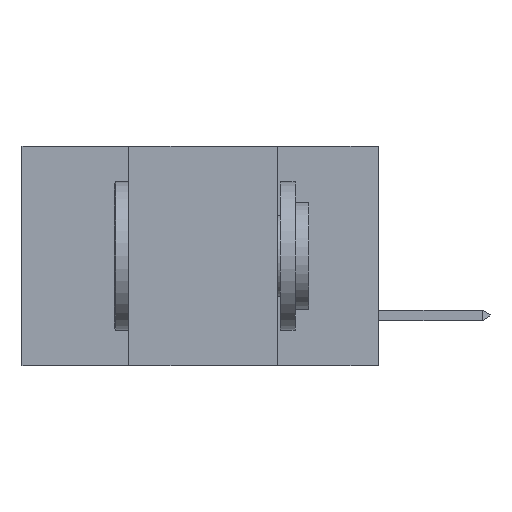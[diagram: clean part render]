
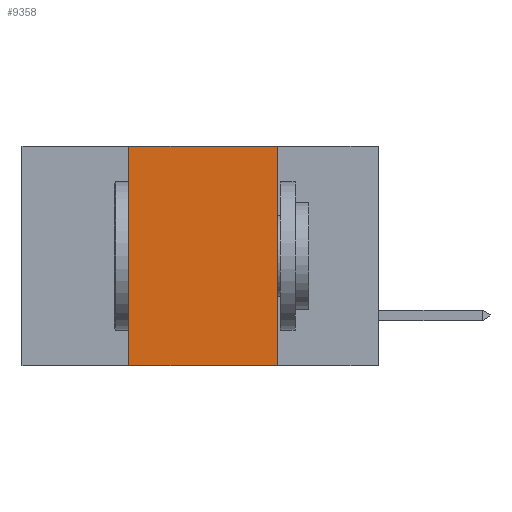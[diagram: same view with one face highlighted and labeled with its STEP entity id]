
A CAD part, left-side view. The second image highlights one B-rep face of the part: STEP entity #9358.
In plain terms, the highlighted planar face has unit normal (-1, 0, 0).
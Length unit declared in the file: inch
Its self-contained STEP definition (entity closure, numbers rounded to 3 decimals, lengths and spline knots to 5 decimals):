
#500 = EDGE_CURVE ( 'NONE', #12400, #13390, #10273, .T. ) ;
#1121 = CARTESIAN_POINT ( 'NONE',  ( 0., 0.6, 0. ) ) ;
#1481 = DIRECTION ( 'NONE',  ( 0., -1., 0. ) ) ;
#2339 = DIRECTION ( 'NONE',  ( 0., 0., -1. ) ) ;
#3213 = EDGE_CURVE ( 'NONE', #13390, #4677, #11539, .T. ) ;
#4278 = EDGE_CURVE ( 'NONE', #12400, #6051, #7690, .T. ) ;
#4344 = DIRECTION ( 'NONE',  ( 0., 0., -1. ) ) ;
#4677 = VERTEX_POINT ( 'NONE', #13515 ) ;
#4849 = CARTESIAN_POINT ( 'NONE',  ( 0., 0.42, 0. ) ) ;
#5950 = CARTESIAN_POINT ( 'NONE',  ( 0., 0.6, 0. ) ) ;
#6051 = VERTEX_POINT ( 'NONE', #10999 ) ;
#6462 = DIRECTION ( 'NONE',  ( 0., -1., 0. ) ) ;
#6535 = FACE_OUTER_BOUND ( 'NONE', #11716, .T. ) ;
#7543 = CARTESIAN_POINT ( 'NONE',  ( 0., 0.6, -0.37 ) ) ;
#7631 = PLANE ( 'NONE',  #11276 ) ;
#7690 = LINE ( 'NONE', #7543, #11708 ) ;
#8774 = ORIENTED_EDGE ( 'NONE', *, *, #10738, .F. ) ;
#8800 = CARTESIAN_POINT ( 'NONE',  ( 0., 0.17, -0.37 ) ) ;
#8884 = CARTESIAN_POINT ( 'NONE',  ( 0., 0.42, -0.37 ) ) ;
#9155 = DIRECTION ( 'NONE',  ( 0., 0., 1. ) ) ;
#9358 = ADVANCED_FACE ( 'NONE', ( #6535 ), #7631, .F. ) ;
#9849 = ORIENTED_EDGE ( 'NONE', *, *, #500, .F. ) ;
#10001 = VECTOR ( 'NONE', #1481, 39.37008 ) ;
#10273 = LINE ( 'NONE', #8884, #10978 ) ;
#10356 = ORIENTED_EDGE ( 'NONE', *, *, #4278, .T. ) ;
#10738 = EDGE_CURVE ( 'NONE', #4677, #6051, #12401, .T. ) ;
#10978 = VECTOR ( 'NONE', #9155, 39.37008 ) ;
#10999 = CARTESIAN_POINT ( 'NONE',  ( 0., 0.17, -0.37 ) ) ;
#11084 = VECTOR ( 'NONE', #2339, 39.37008 ) ;
#11276 = AXIS2_PLACEMENT_3D ( 'NONE', #1121, #12153, #4344 ) ;
#11539 = LINE ( 'NONE', #5950, #10001 ) ;
#11708 = VECTOR ( 'NONE', #6462, 39.37008 ) ;
#11716 = EDGE_LOOP ( 'NONE', ( #8774, #12885, #9849, #10356 ) ) ;
#12153 = DIRECTION ( 'NONE',  ( 1., 0., 0. ) ) ;
#12400 = VERTEX_POINT ( 'NONE', #13785 ) ;
#12401 = LINE ( 'NONE', #8800, #11084 ) ;
#12885 = ORIENTED_EDGE ( 'NONE', *, *, #3213, .F. ) ;
#13390 = VERTEX_POINT ( 'NONE', #4849 ) ;
#13515 = CARTESIAN_POINT ( 'NONE',  ( 0., 0.17, 0. ) ) ;
#13785 = CARTESIAN_POINT ( 'NONE',  ( 0., 0.42, -0.37 ) ) ;
